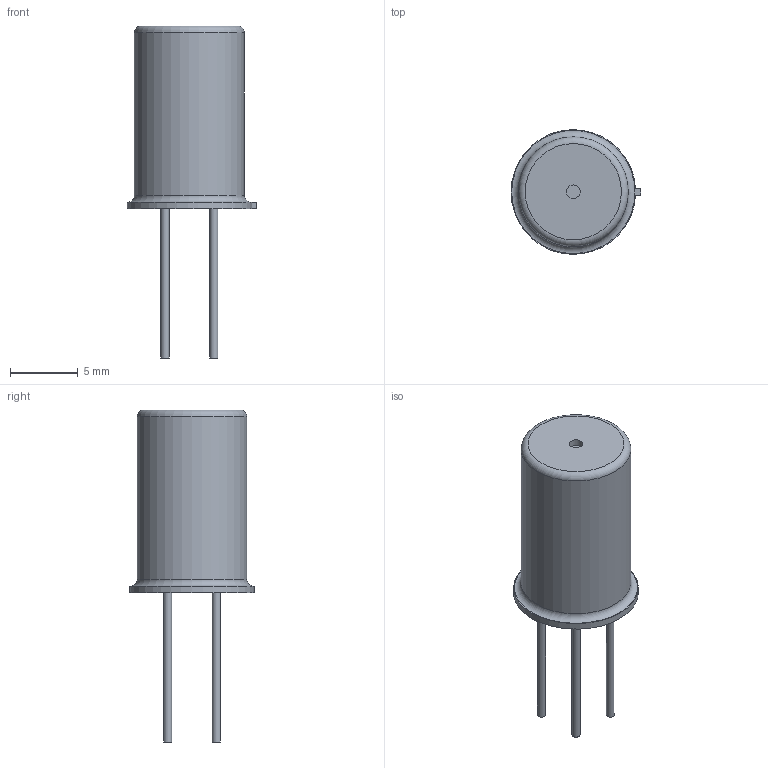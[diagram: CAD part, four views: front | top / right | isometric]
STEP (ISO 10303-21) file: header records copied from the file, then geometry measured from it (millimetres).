
FILE_DESCRIPTION(/* description */ (''),/* implementation_level */ '2;1');
FILE_NAME(/* name */ 'TGS8410 v2.step',/* time_stamp */ '2024-07-29T10:30:54+02:00',/* author */ (''),/* organization */ (''),/* preprocessor_version */ 'ST-DEVELOPER v20',/* originating_system */ 'Autodesk Translation Framework v13.14.0.145',/* authorisation */ '');
FILE_SCHEMA (('AUTOMOTIVE_DESIGN { 1 0 10303 214 3 1 1 }'));
Length unit declared in the file: millimetre
Products named in the file (1): TGS8410
Bounding box: 9.59 x 9.2 x 24.5 mm (x, y, z)
Volume: 715.3 mm3; surface area: 552.6 mm2
Topology: 1 solids, 1 shells, 20 faces, 36 edges, 24 vertices
Faces by surface type: plane 11, cylinder 7, torus 2
Full cylindrical faces by diameter (mm): 0.6 x4, 1 x1, 8.1 x1
Entity records: 533 total; most frequent: DIRECTION 98, CARTESIAN_POINT 81, ORIENTED_EDGE 72, AXIS2_PLACEMENT_3D 41, EDGE_CURVE 36, EDGE_LOOP 26, VERTEX_POINT 24, FACE_OUTER_BOUND 20
